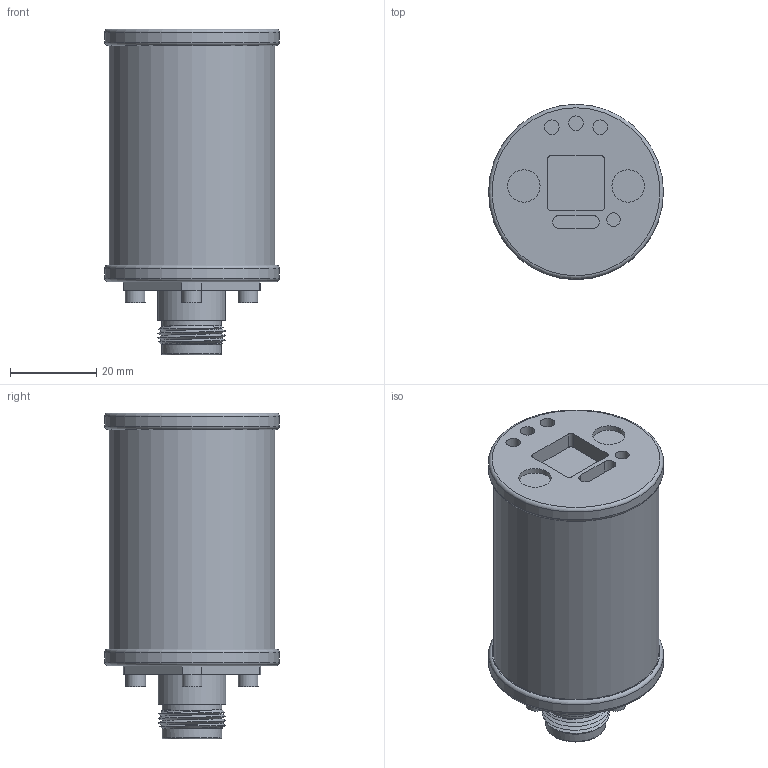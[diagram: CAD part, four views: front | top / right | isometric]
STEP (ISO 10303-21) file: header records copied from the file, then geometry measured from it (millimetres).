
FILE_DESCRIPTION(/* description */ (''),/* implementation_level */ '2;1');
FILE_NAME(/* name */ 'LB478_479_480_TYPE-N_Female .step',/* time_stamp */ '2022-06-28T16:04:56-06:00',/* author */ (''),/* organization */ (''),/* preprocessor_version */ 'ST-DEVELOPER v19',/* originating_system */ 'Autodesk Translation Framework v11.7.0.108',/* authorisation */ '');
FILE_SCHEMA (('AUTOMOTIVE_DESIGN { 1 0 10303 214 3 1 1 }'));
Length unit declared in the file: inch
Products named in the file (2): LB479; type-N F
Assembly tree (1 placements, depth 2):
  LB479
    type-N F
Bounding box: 40.44 x 40.44 x 75.37 mm (x, y, z)
Volume: 71591.2 mm3; surface area: 13401.2 mm2
Topology: 3 solids, 3 shells, 103 faces, 227 edges, 150 vertices
Faces by surface type: plane 61, cylinder 30, torus 6, cone 4, bspline 2
Full cylindrical faces by diameter (mm): 3.175 x1, 3.354 x2, 3.365 x1, 4.572 x4, 7.493 x2, 8.382 x1, 13.843 x5, 15.748 x1, 38.354 x1, 40.437 x2
Entity records: 4131 total; most frequent: CARTESIAN_POINT 1758, DIRECTION 490, ORIENTED_EDGE 454, EDGE_CURVE 227, AXIS2_PLACEMENT_3D 176, VERTEX_POINT 150, LINE 138, VECTOR 138
